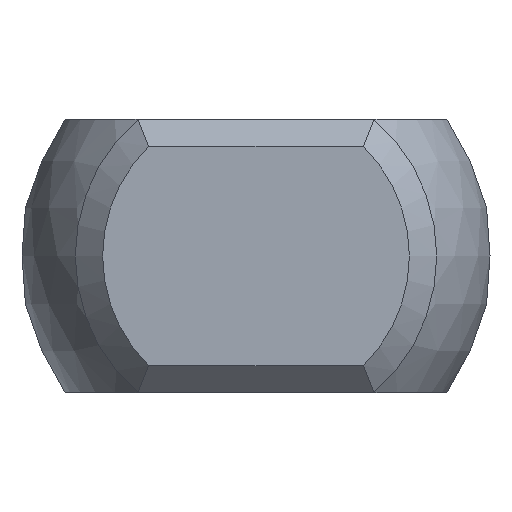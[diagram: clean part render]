
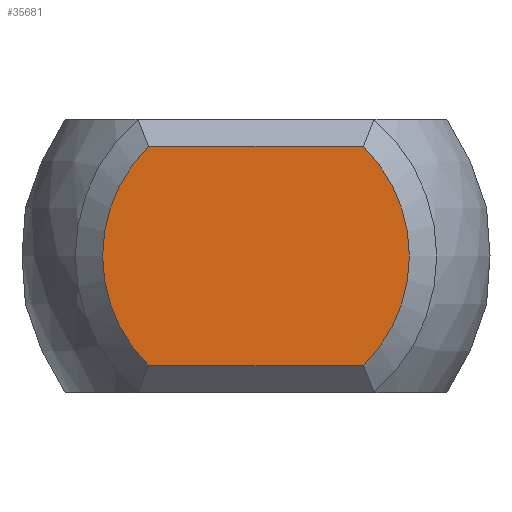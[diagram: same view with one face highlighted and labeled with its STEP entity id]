
A CAD part, left-side view. The second image highlights one B-rep face of the part: STEP entity #35681.
In plain terms, the highlighted planar face has unit normal (-1, 0, 0).
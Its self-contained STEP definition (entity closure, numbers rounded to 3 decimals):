
#34090 = PLANE('',#34091);
#34091 = AXIS2_PLACEMENT_3D('',#34092,#34093,#34094);
#34092 = CARTESIAN_POINT('',(-24.75,3.125,2.25));
#34093 = DIRECTION('',(-0.707,0.,0.707));
#34094 = DIRECTION('',(0.707,0.,0.707));
#35325 = EDGE_CURVE('',#35326,#35328,#35330,.T.);
#35326 = VERTEX_POINT('',#35327);
#35327 = CARTESIAN_POINT('',(-25.,-1.96,-2.));
#35328 = VERTEX_POINT('',#35329);
#35329 = CARTESIAN_POINT('',(-25.,1.96,-2.));
#35330 = SURFACE_CURVE('',#35331,(#35335,#35347),.PCURVE_S1.);
#35331 = LINE('',#35332,#35333);
#35332 = CARTESIAN_POINT('',(-25.,-3.125,-2.));
#35333 = VECTOR('',#35334,1.);
#35334 = DIRECTION('',(0.,1.,0.));
#35335 = PCURVE('',#35336,#35341);
#35336 = PLANE('',#35337);
#35337 = AXIS2_PLACEMENT_3D('',#35338,#35339,#35340);
#35338 = CARTESIAN_POINT('',(-24.75,-3.125,-2.25));
#35339 = DIRECTION('',(-0.707,0.,
    -0.707));
#35340 = DIRECTION('',(-0.707,0.,0.707));
#35341 = DEFINITIONAL_REPRESENTATION('',(#35342),#35346);
#35342 = LINE('',#35343,#35344);
#35343 = CARTESIAN_POINT('',(0.354,0.));
#35344 = VECTOR('',#35345,1.);
#35345 = DIRECTION('',(0.,1.));
#35346 = ( GEOMETRIC_REPRESENTATION_CONTEXT(2) 
PARAMETRIC_REPRESENTATION_CONTEXT() REPRESENTATION_CONTEXT('2D SPACE',''
  ) );
#35347 = PCURVE('',#35348,#35353);
#35348 = PLANE('',#35349);
#35349 = AXIS2_PLACEMENT_3D('',#35350,#35351,#35352);
#35350 = CARTESIAN_POINT('',(-25.,0.,0.));
#35351 = DIRECTION('',(1.,0.,0.));
#35352 = DIRECTION('',(0.,0.,-1.));
#35353 = DEFINITIONAL_REPRESENTATION('',(#35354),#35358);
#35354 = LINE('',#35355,#35356);
#35355 = CARTESIAN_POINT('',(2.,-3.125));
#35356 = VECTOR('',#35357,1.);
#35357 = DIRECTION('',(0.,1.));
#35358 = ( GEOMETRIC_REPRESENTATION_CONTEXT(2) 
PARAMETRIC_REPRESENTATION_CONTEXT() REPRESENTATION_CONTEXT('2D SPACE',''
  ) );
#35378 = CONICAL_SURFACE('',#35379,3.05,0.785);
#35379 = AXIS2_PLACEMENT_3D('',#35380,#35381,#35382);
#35380 = CARTESIAN_POINT('',(-24.75,0.,0.));
#35381 = DIRECTION('',(1.,0.,0.));
#35382 = DIRECTION('',(-0.,1.,0.));
#35428 = CONICAL_SURFACE('',#35429,3.05,0.785);
#35429 = AXIS2_PLACEMENT_3D('',#35430,#35431,#35432);
#35430 = CARTESIAN_POINT('',(-24.75,0.,0.));
#35431 = DIRECTION('',(1.,0.,0.));
#35432 = DIRECTION('',(0.,-1.,0.));
#35442 = EDGE_CURVE('',#35443,#35445,#35447,.T.);
#35443 = VERTEX_POINT('',#35444);
#35444 = CARTESIAN_POINT('',(-25.,1.96,2.));
#35445 = VERTEX_POINT('',#35446);
#35446 = CARTESIAN_POINT('',(-25.,-1.96,2.));
#35447 = SURFACE_CURVE('',#35448,(#35452,#35459),.PCURVE_S1.);
#35448 = LINE('',#35449,#35450);
#35449 = CARTESIAN_POINT('',(-25.,3.125,2.));
#35450 = VECTOR('',#35451,1.);
#35451 = DIRECTION('',(0.,-1.,0.));
#35452 = PCURVE('',#34090,#35453);
#35453 = DEFINITIONAL_REPRESENTATION('',(#35454),#35458);
#35454 = LINE('',#35455,#35456);
#35455 = CARTESIAN_POINT('',(-0.354,0.));
#35456 = VECTOR('',#35457,1.);
#35457 = DIRECTION('',(0.,-1.));
#35458 = ( GEOMETRIC_REPRESENTATION_CONTEXT(2) 
PARAMETRIC_REPRESENTATION_CONTEXT() REPRESENTATION_CONTEXT('2D SPACE',''
  ) );
#35459 = PCURVE('',#35348,#35460);
#35460 = DEFINITIONAL_REPRESENTATION('',(#35461),#35465);
#35461 = LINE('',#35462,#35463);
#35462 = CARTESIAN_POINT('',(-2.,3.125));
#35463 = VECTOR('',#35464,1.);
#35464 = DIRECTION('',(0.,-1.));
#35465 = ( GEOMETRIC_REPRESENTATION_CONTEXT(2) 
PARAMETRIC_REPRESENTATION_CONTEXT() REPRESENTATION_CONTEXT('2D SPACE',''
  ) );
#35538 = EDGE_CURVE('',#35445,#35326,#35539,.T.);
#35539 = SURFACE_CURVE('',#35540,(#35545,#35552),.PCURVE_S1.);
#35540 = CIRCLE('',#35541,2.8);
#35541 = AXIS2_PLACEMENT_3D('',#35542,#35543,#35544);
#35542 = CARTESIAN_POINT('',(-25.,0.,0.));
#35543 = DIRECTION('',(1.,0.,0.));
#35544 = DIRECTION('',(0.,-1.,0.));
#35545 = PCURVE('',#35428,#35546);
#35546 = DEFINITIONAL_REPRESENTATION('',(#35547),#35551);
#35547 = LINE('',#35548,#35549);
#35548 = CARTESIAN_POINT('',(-6.283,-0.25));
#35549 = VECTOR('',#35550,1.);
#35550 = DIRECTION('',(1.,0.));
#35551 = ( GEOMETRIC_REPRESENTATION_CONTEXT(2) 
PARAMETRIC_REPRESENTATION_CONTEXT() REPRESENTATION_CONTEXT('2D SPACE',''
  ) );
#35552 = PCURVE('',#35348,#35553);
#35553 = DEFINITIONAL_REPRESENTATION('',(#35554),#35558);
#35554 = CIRCLE('',#35555,2.8);
#35555 = AXIS2_PLACEMENT_2D('',#35556,#35557);
#35556 = CARTESIAN_POINT('',(0.,0.));
#35557 = DIRECTION('',(0.,-1.));
#35558 = ( GEOMETRIC_REPRESENTATION_CONTEXT(2) 
PARAMETRIC_REPRESENTATION_CONTEXT() REPRESENTATION_CONTEXT('2D SPACE',''
  ) );
#35564 = EDGE_CURVE('',#35328,#35443,#35565,.T.);
#35565 = SURFACE_CURVE('',#35566,(#35571,#35578),.PCURVE_S1.);
#35566 = CIRCLE('',#35567,2.8);
#35567 = AXIS2_PLACEMENT_3D('',#35568,#35569,#35570);
#35568 = CARTESIAN_POINT('',(-25.,0.,0.));
#35569 = DIRECTION('',(1.,0.,0.));
#35570 = DIRECTION('',(-0.,1.,0.));
#35571 = PCURVE('',#35378,#35572);
#35572 = DEFINITIONAL_REPRESENTATION('',(#35573),#35577);
#35573 = LINE('',#35574,#35575);
#35574 = CARTESIAN_POINT('',(0.,-0.25));
#35575 = VECTOR('',#35576,1.);
#35576 = DIRECTION('',(1.,0.));
#35577 = ( GEOMETRIC_REPRESENTATION_CONTEXT(2) 
PARAMETRIC_REPRESENTATION_CONTEXT() REPRESENTATION_CONTEXT('2D SPACE',''
  ) );
#35578 = PCURVE('',#35348,#35579);
#35579 = DEFINITIONAL_REPRESENTATION('',(#35580),#35584);
#35580 = CIRCLE('',#35581,2.8);
#35581 = AXIS2_PLACEMENT_2D('',#35582,#35583);
#35582 = CARTESIAN_POINT('',(0.,0.));
#35583 = DIRECTION('',(0.,1.));
#35584 = ( GEOMETRIC_REPRESENTATION_CONTEXT(2) 
PARAMETRIC_REPRESENTATION_CONTEXT() REPRESENTATION_CONTEXT('2D SPACE',''
  ) );
#35681 = ADVANCED_FACE('',(#35682),#35348,.F.);
#35682 = FACE_BOUND('',#35683,.T.);
#35683 = EDGE_LOOP('',(#35684,#35685,#35686,#35687));
#35684 = ORIENTED_EDGE('',*,*,#35442,.F.);
#35685 = ORIENTED_EDGE('',*,*,#35564,.F.);
#35686 = ORIENTED_EDGE('',*,*,#35325,.F.);
#35687 = ORIENTED_EDGE('',*,*,#35538,.F.);
